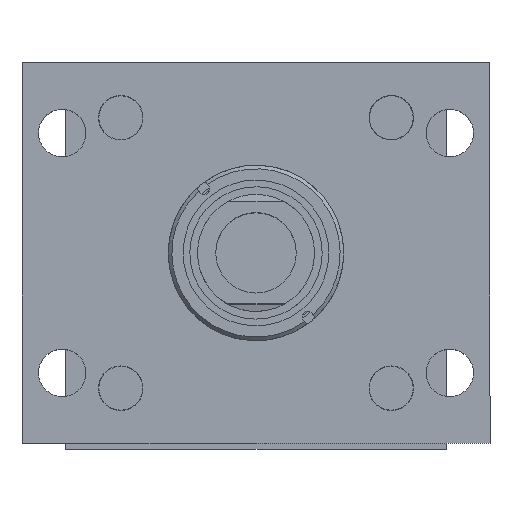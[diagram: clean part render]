
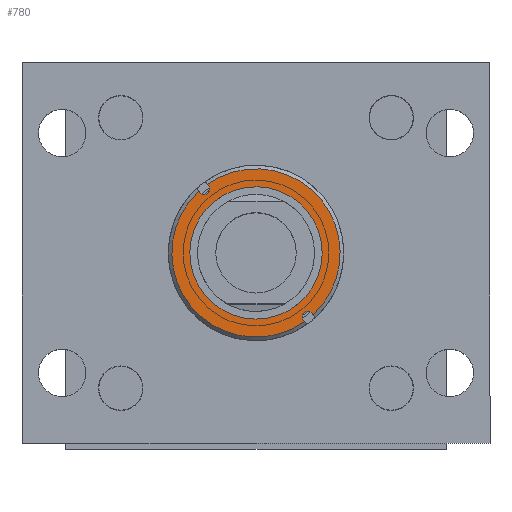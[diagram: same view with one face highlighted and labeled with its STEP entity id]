
A CAD part, top view. The second image highlights one B-rep face of the part: STEP entity #780.
In plain terms, the highlighted planar face has unit normal (0, 0, 1).
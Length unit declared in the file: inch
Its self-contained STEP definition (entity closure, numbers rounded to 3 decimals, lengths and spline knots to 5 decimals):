
#29 = VERTEX_POINT ( 'NONE', #3299 ) ;
#115 = ORIENTED_EDGE ( 'NONE', *, *, #5466, .F. ) ;
#186 = CARTESIAN_POINT ( 'NONE',  ( 19.1531, 43.85462, -2.93519 ) ) ;
#413 = CARTESIAN_POINT ( 'NONE',  ( 19.3411, 40.98477, -2.93519 ) ) ;
#439 = EDGE_CURVE ( 'NONE', #3996, #3484, #9460, .T. ) ;
#707 = EDGE_CURVE ( 'NONE', #3244, #10379, #3205, .T. ) ;
#780 = ADVANCED_FACE ( 'NONE', ( #1674, #2430 ), #10212, .T. ) ;
#781 = DIRECTION ( 'NONE',  ( 0., 0., 1. ) ) ;
#927 = CARTESIAN_POINT ( 'NONE',  ( 19.2471, 42.4197, -2.93519 ) ) ;
#968 = AXIS2_PLACEMENT_3D ( 'NONE', #927, #989, #8171 ) ;
#989 = DIRECTION ( 'NONE',  ( 0., 0., -1. ) ) ;
#1006 = CARTESIAN_POINT ( 'NONE',  ( 18.11607, 42.4197, -2.93519 ) ) ;
#1120 = AXIS2_PLACEMENT_3D ( 'NONE', #9595, #3204, #6323 ) ;
#1144 = EDGE_CURVE ( 'NONE', #5463, #10379, #7815, .T. ) ;
#1674 = FACE_BOUND ( 'NONE', #7499, .T. ) ;
#1688 = VERTEX_POINT ( 'NONE', #1006 ) ;
#1719 = EDGE_LOOP ( 'NONE', ( #5797, #1992, #6339, #4662, #115, #6750, #2564, #6712, #5880 ) ) ;
#1737 = VERTEX_POINT ( 'NONE', #6673 ) ;
#1828 = DIRECTION ( 'NONE',  ( 0., 0., -1. ) ) ;
#1992 = ORIENTED_EDGE ( 'NONE', *, *, #707, .T. ) ;
#2096 = DIRECTION ( 'NONE',  ( 0., 0., -1. ) ) ;
#2168 = DIRECTION ( 'NONE',  ( 0., -1., 0. ) ) ;
#2303 = LINE ( 'NONE', #9763, #9821 ) ;
#2410 = VERTEX_POINT ( 'NONE', #7231 ) ;
#2430 = FACE_OUTER_BOUND ( 'NONE', #1719, .T. ) ;
#2468 = EDGE_CURVE ( 'NONE', #2410, #1688, #6761, .T. ) ;
#2559 = AXIS2_PLACEMENT_3D ( 'NONE', #9951, #9803, #5138 ) ;
#2564 = ORIENTED_EDGE ( 'NONE', *, *, #4655, .F. ) ;
#2818 = CARTESIAN_POINT ( 'NONE',  ( 19.1531, 43.55073, -2.93519 ) ) ;
#2993 = DIRECTION ( 'NONE',  ( -1., 0., 0. ) ) ;
#3204 = DIRECTION ( 'NONE',  ( 0., 0., 1. ) ) ;
#3205 = LINE ( 'NONE', #5957, #5684 ) ;
#3243 = AXIS2_PLACEMENT_3D ( 'NONE', #5595, #781, #9825 ) ;
#3244 = VERTEX_POINT ( 'NONE', #5615 ) ;
#3299 = CARTESIAN_POINT ( 'NONE',  ( 19.3411, 43.8257, -2.93519 ) ) ;
#3418 = CIRCLE ( 'NONE', #968, 1.13104 ) ;
#3484 = VERTEX_POINT ( 'NONE', #186 ) ;
#3608 = EDGE_CURVE ( 'NONE', #1737, #5006, #6431, .T. ) ;
#3820 = CARTESIAN_POINT ( 'NONE',  ( 19.3411, 43.85462, -2.93519 ) ) ;
#3821 = AXIS2_PLACEMENT_3D ( 'NONE', #10058, #9952, #9150 ) ;
#3882 = EDGE_CURVE ( 'NONE', #29, #5463, #2303, .T. ) ;
#3902 = CARTESIAN_POINT ( 'NONE',  ( 19.1531, 41.0137, -2.93519 ) ) ;
#3996 = VERTEX_POINT ( 'NONE', #5677 ) ;
#4069 = DIRECTION ( 'NONE',  ( 0., 1., 0. ) ) ;
#4609 = CARTESIAN_POINT ( 'NONE',  ( 19.2471, 42.4197, -2.93519 ) ) ;
#4655 = EDGE_CURVE ( 'NONE', #5006, #3484, #9697, .T. ) ;
#4662 = ORIENTED_EDGE ( 'NONE', *, *, #3882, .F. ) ;
#4711 = LINE ( 'NONE', #2818, #8831 ) ;
#4980 = DIRECTION ( 'NONE',  ( 0., 1., 0. ) ) ;
#5006 = VERTEX_POINT ( 'NONE', #5744 ) ;
#5138 = DIRECTION ( 'NONE',  ( -1., 0., 0. ) ) ;
#5152 = DIRECTION ( 'NONE',  ( 0., -1., 0. ) ) ;
#5463 = VERTEX_POINT ( 'NONE', #3820 ) ;
#5466 = EDGE_CURVE ( 'NONE', #3996, #29, #7167, .T. ) ;
#5595 = CARTESIAN_POINT ( 'NONE',  ( 19.2471, 41.0137, -2.93519 ) ) ;
#5615 = CARTESIAN_POINT ( 'NONE',  ( 19.3411, 41.0137, -2.93519 ) ) ;
#5677 = CARTESIAN_POINT ( 'NONE',  ( 19.1531, 43.8257, -2.93519 ) ) ;
#5684 = VECTOR ( 'NONE', #2168, 39.37008 ) ;
#5729 = AXIS2_PLACEMENT_3D ( 'NONE', #8592, #10226, #7089 ) ;
#5744 = CARTESIAN_POINT ( 'NONE',  ( 17.8091, 42.4197, -2.93519 ) ) ;
#5797 = ORIENTED_EDGE ( 'NONE', *, *, #8883, .F. ) ;
#5852 = AXIS2_PLACEMENT_3D ( 'NONE', #4609, #2096, #2993 ) ;
#5880 = ORIENTED_EDGE ( 'NONE', *, *, #7508, .F. ) ;
#5907 = EDGE_CURVE ( 'NONE', #1688, #2410, #3418, .T. ) ;
#5957 = CARTESIAN_POINT ( 'NONE',  ( 19.3411, 43.55073, -2.93519 ) ) ;
#6323 = DIRECTION ( 'NONE',  ( 1., 0., 0. ) ) ;
#6339 = ORIENTED_EDGE ( 'NONE', *, *, #1144, .F. ) ;
#6431 = CIRCLE ( 'NONE', #5852, 1.438 ) ;
#6673 = CARTESIAN_POINT ( 'NONE',  ( 19.1531, 40.98477, -2.93519 ) ) ;
#6712 = ORIENTED_EDGE ( 'NONE', *, *, #3608, .F. ) ;
#6750 = ORIENTED_EDGE ( 'NONE', *, *, #439, .T. ) ;
#6761 = CIRCLE ( 'NONE', #8802, 1.13104 ) ;
#6997 = ORIENTED_EDGE ( 'NONE', *, *, #5907, .T. ) ;
#7089 = DIRECTION ( 'NONE',  ( 1., 0., 0. ) ) ;
#7167 = CIRCLE ( 'NONE', #5729, 0.094 ) ;
#7231 = CARTESIAN_POINT ( 'NONE',  ( 20.37814, 42.4197, -2.93519 ) ) ;
#7320 = VECTOR ( 'NONE', #4069, 39.37008 ) ;
#7367 = CARTESIAN_POINT ( 'NONE',  ( 19.2471, 42.4197, -2.93519 ) ) ;
#7499 = EDGE_LOOP ( 'NONE', ( #6997, #9034 ) ) ;
#7508 = EDGE_CURVE ( 'NONE', #8209, #1737, #4711, .T. ) ;
#7815 = CIRCLE ( 'NONE', #2559, 1.438 ) ;
#8161 = DIRECTION ( 'NONE',  ( -1., 0., 0. ) ) ;
#8171 = DIRECTION ( 'NONE',  ( -1., 0., 0. ) ) ;
#8209 = VERTEX_POINT ( 'NONE', #3902 ) ;
#8592 = CARTESIAN_POINT ( 'NONE',  ( 19.2471, 43.8257, -2.93519 ) ) ;
#8802 = AXIS2_PLACEMENT_3D ( 'NONE', #7367, #1828, #8161 ) ;
#8831 = VECTOR ( 'NONE', #5152, 39.37008 ) ;
#8839 = CARTESIAN_POINT ( 'NONE',  ( 19.1531, 43.55073, -2.93519 ) ) ;
#8883 = EDGE_CURVE ( 'NONE', #3244, #8209, #9696, .T. ) ;
#9034 = ORIENTED_EDGE ( 'NONE', *, *, #2468, .T. ) ;
#9150 = DIRECTION ( 'NONE',  ( -1., 0., 0. ) ) ;
#9460 = LINE ( 'NONE', #8839, #7320 ) ;
#9595 = CARTESIAN_POINT ( 'NONE',  ( 19.2471, 43.55073, -2.93519 ) ) ;
#9696 = CIRCLE ( 'NONE', #3243, 0.094 ) ;
#9697 = CIRCLE ( 'NONE', #3821, 1.438 ) ;
#9763 = CARTESIAN_POINT ( 'NONE',  ( 19.3411, 43.55073, -2.93519 ) ) ;
#9803 = DIRECTION ( 'NONE',  ( 0., 0., -1. ) ) ;
#9821 = VECTOR ( 'NONE', #4980, 39.37008 ) ;
#9825 = DIRECTION ( 'NONE',  ( 1., 0., 0. ) ) ;
#9951 = CARTESIAN_POINT ( 'NONE',  ( 19.2471, 42.4197, -2.93519 ) ) ;
#9952 = DIRECTION ( 'NONE',  ( 0., 0., -1. ) ) ;
#10058 = CARTESIAN_POINT ( 'NONE',  ( 19.2471, 42.4197, -2.93519 ) ) ;
#10212 = PLANE ( 'NONE',  #1120 ) ;
#10226 = DIRECTION ( 'NONE',  ( 0., 0., 1. ) ) ;
#10379 = VERTEX_POINT ( 'NONE', #413 ) ;
